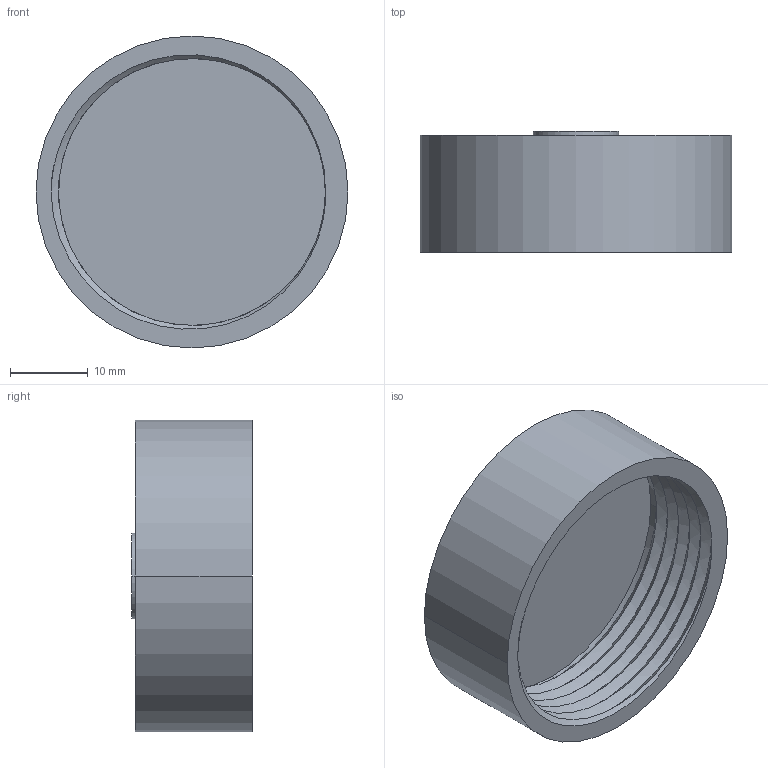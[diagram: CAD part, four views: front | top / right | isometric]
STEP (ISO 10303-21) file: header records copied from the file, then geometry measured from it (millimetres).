
FILE_DESCRIPTION((''),'2;1');
FILE_NAME('E4','2015-10-05T',('Ishan'),(''),'PRO/ENGINEER BY PARAMETRIC TECHNOLOGY CORPORATION, 2015280','PRO/ENGINEER BY PARAMETRIC TECHNOLOGY CORPORATION, 2015280','');
FILE_SCHEMA(('CONFIG_CONTROL_DESIGN'));
Length unit declared in the file: millimetre
Products named in the file (1): E4
Bounding box: 40 x 15.5 x 40 mm (x, y, z)
Volume: 7167.3 mm3; surface area: 6262.7 mm2
Topology: 1 solids, 1 shells, 16 faces, 39 edges, 27 vertices
Faces by surface type: plane 6, cylinder 6, bspline 4
Entity records: 1987 total; most frequent: CARTESIAN_POINT 1604, ORIENTED_EDGE 78, DIRECTION 54, EDGE_CURVE 39, VERTEX_POINT 27, AXIS2_PLACEMENT_3D 22, B_SPLINE_CURVE_WITH_KNOTS 19, EDGE_LOOP 18
